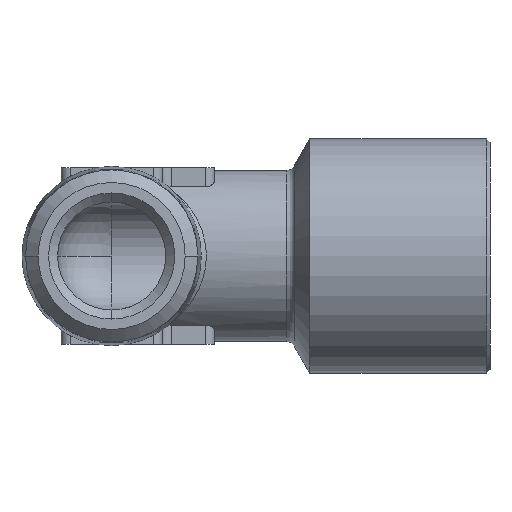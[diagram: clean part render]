
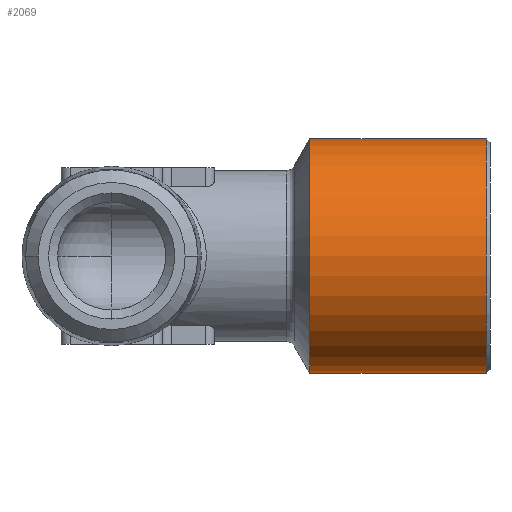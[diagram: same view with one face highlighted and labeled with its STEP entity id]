
A CAD part, front view. The second image highlights one B-rep face of the part: STEP entity #2069.
In plain terms, the highlighted cylindrical face has radius 6.5 mm (diameter 13 mm), a partial arc.
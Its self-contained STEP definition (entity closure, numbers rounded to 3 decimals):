
#35 = VERTEX_POINT ( 'NONE', #355 ) ;
#39 = VERTEX_POINT ( 'NONE', #346 ) ;
#346 = CARTESIAN_POINT ( 'NONE',  ( 11., 0., -6.5 ) ) ;
#355 = CARTESIAN_POINT ( 'NONE',  ( 11., 0., 6.5 ) ) ;
#897 = CARTESIAN_POINT ( 'NONE',  ( 20.8, 0., -6.5 ) ) ;
#925 = VECTOR ( 'NONE', #988, 1000. ) ;
#926 = CARTESIAN_POINT ( 'NONE',  ( -9.788, 0., -6.5 ) ) ;
#927 = LINE ( 'NONE', #926, #925 ) ;
#950 = DIRECTION ( 'NONE',  ( -1., 0., 0. ) ) ;
#951 = VECTOR ( 'NONE', #950, 1000. ) ;
#952 = CARTESIAN_POINT ( 'NONE',  ( -9.788, 0., 6.5 ) ) ;
#953 = LINE ( 'NONE', #952, #951 ) ;
#976 = CARTESIAN_POINT ( 'NONE',  ( 20.8, 0., 6.5 ) ) ;
#988 = DIRECTION ( 'NONE',  ( -1., 0., 0. ) ) ;
#1325 = DIRECTION ( 'NONE',  ( 0., 0., 1. ) ) ;
#1326 = DIRECTION ( 'NONE',  ( -1., 0., 0. ) ) ;
#1327 = CARTESIAN_POINT ( 'NONE',  ( 11., 0., 0. ) ) ;
#1328 = AXIS2_PLACEMENT_3D ( 'NONE', #1327, #1326, #1325 ) ;
#1329 = CIRCLE ( 'NONE', #1328, 6.5 ) ;
#1427 = FACE_OUTER_BOUND ( 'NONE', #2055, .T. ) ;
#1428 = DIRECTION ( 'NONE',  ( 0., 0., 1. ) ) ;
#1430 = DIRECTION ( 'NONE',  ( -1., 0., 0. ) ) ;
#1431 = CARTESIAN_POINT ( 'NONE',  ( 20.8, 0., 0. ) ) ;
#1432 = AXIS2_PLACEMENT_3D ( 'NONE', #1431, #1430, #1428 ) ;
#1433 = CIRCLE ( 'NONE', #1432, 6.5 ) ;
#1434 = DIRECTION ( 'NONE',  ( -1., 0., 0. ) ) ;
#1496 = DIRECTION ( 'NONE',  ( 0., 0., 1. ) ) ;
#1497 = AXIS2_PLACEMENT_3D ( 'NONE', #1499, #1434, #1496 ) ;
#1499 = CARTESIAN_POINT ( 'NONE',  ( -9.788, 0., 0. ) ) ;
#1500 = CYLINDRICAL_SURFACE ( 'NONE', #1497, 6.5 ) ;
#1800 = VERTEX_POINT ( 'NONE', #897 ) ;
#1802 = EDGE_CURVE ( 'NONE', #1824, #35, #953, .T. ) ;
#1815 = EDGE_CURVE ( 'NONE', #1800, #39, #927, .T. ) ;
#1824 = VERTEX_POINT ( 'NONE', #976 ) ;
#2055 = EDGE_LOOP ( 'NONE', ( #2059, #2060, #2057, #2056 ) ) ;
#2056 = ORIENTED_EDGE ( 'NONE', *, *, #2058, .F. ) ;
#2057 = ORIENTED_EDGE ( 'NONE', *, *, #1802, .T. ) ;
#2058 = EDGE_CURVE ( 'NONE', #39, #35, #1329, .T. ) ;
#2059 = ORIENTED_EDGE ( 'NONE', *, *, #1815, .F. ) ;
#2060 = ORIENTED_EDGE ( 'NONE', *, *, #2068, .T. ) ;
#2068 = EDGE_CURVE ( 'NONE', #1800, #1824, #1433, .T. ) ;
#2069 = ADVANCED_FACE ( 'NONE', ( #1427 ), #1500, .T. ) ;
